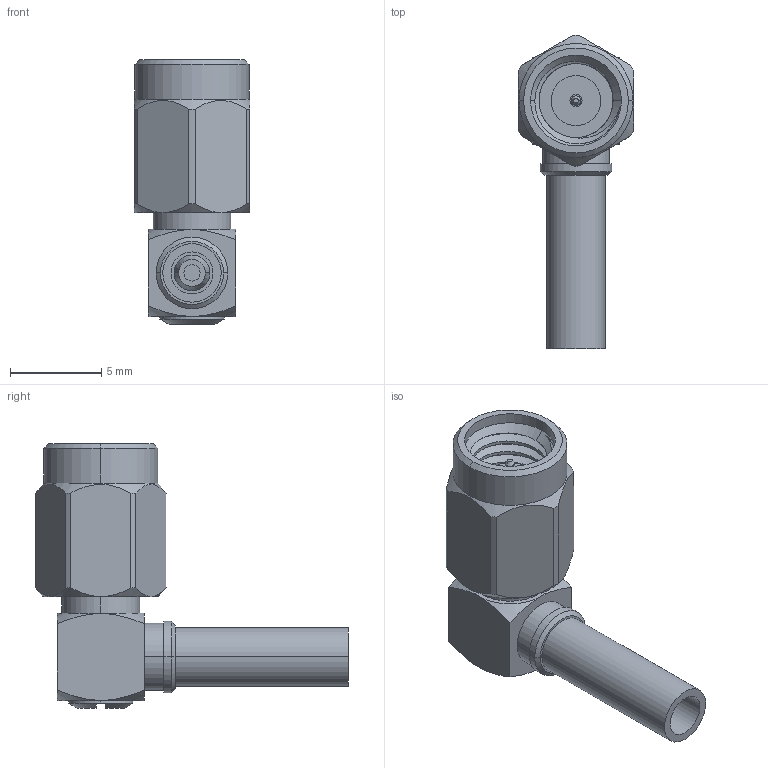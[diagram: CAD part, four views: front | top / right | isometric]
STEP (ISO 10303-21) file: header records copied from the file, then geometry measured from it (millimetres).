
FILE_DESCRIPTION (( 'STEP AP203' ), '1' );
FILE_NAME ('PE44380.step', '2019-06-19T18:35:10', ( '' ), ( '' ), 'SwSTEP 2.0', 'SolidWorks 2018', '' );
FILE_SCHEMA (( 'CONFIG_CONTROL_DESIGN' ));
Length unit declared in the file: inch
Products named in the file (1): PE44380
Bounding box: 6.35 x 17.14 x 14.5 mm (x, y, z)
Volume: 424.1 mm3; surface area: 687.4 mm2
Topology: 2 solids, 2 shells, 100 faces, 227 edges, 142 vertices
Faces by surface type: cylinder 40, plane 29, cone 28, bspline 3
Entity records: 3776 total; most frequent: CARTESIAN_POINT 1518, ORIENTED_EDGE 454, DIRECTION 451, EDGE_CURVE 227, AXIS2_PLACEMENT_3D 192, VERTEX_POINT 142, EDGE_LOOP 113, ADVANCED_FACE 100
